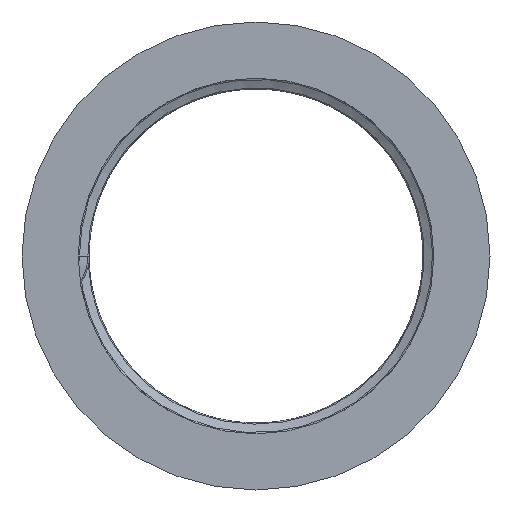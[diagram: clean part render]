
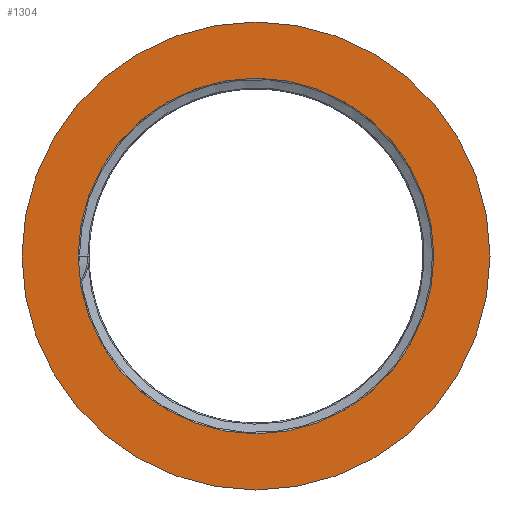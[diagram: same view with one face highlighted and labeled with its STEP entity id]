
A CAD part, left-side view. The second image highlights one B-rep face of the part: STEP entity #1304.
In plain terms, the highlighted planar face has unit normal (-1, 0, 0).
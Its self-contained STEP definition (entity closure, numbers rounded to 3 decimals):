
#14 = AXIS2_PLACEMENT_3D ( 'NONE', #2535, #2542, #2543 ) ;
#27 = AXIS2_PLACEMENT_3D ( 'NONE', #2505, #2506, #2507 ) ;
#31 = CIRCLE ( 'NONE', #27, 31.45 ) ;
#57 = AXIS2_PLACEMENT_3D ( 'NONE', #3605, #3606, #3607 ) ;
#59 = CIRCLE ( 'NONE', #57, 23.901 ) ;
#89 = CIRCLE ( 'NONE', #91, 31.45 ) ;
#91 = AXIS2_PLACEMENT_3D ( 'NONE', #2816, #2817, #2818 ) ;
#93 = CIRCLE ( 'NONE', #94, 23.901 ) ;
#94 = AXIS2_PLACEMENT_3D ( 'NONE', #2951, #2952, #2953 ) ;
#280 = CARTESIAN_POINT ( 'NONE',  ( 0., 0., -31.45 ) ) ;
#287 = CARTESIAN_POINT ( 'NONE',  ( 0., 0., -23.901 ) ) ;
#418 = VERTEX_POINT ( 'NONE', #554 ) ;
#432 = VERTEX_POINT ( 'NONE', #3359 ) ;
#462 = EDGE_LOOP ( 'NONE', ( #523, #522 ) ) ;
#470 = EDGE_LOOP ( 'NONE', ( #521, #520 ) ) ;
#520 = ORIENTED_EDGE ( 'NONE', *, *, #1295, .T. ) ;
#521 = ORIENTED_EDGE ( 'NONE', *, *, #1336, .T. ) ;
#522 = ORIENTED_EDGE ( 'NONE', *, *, #1255, .F. ) ;
#523 = ORIENTED_EDGE ( 'NONE', *, *, #2030, .F. ) ;
#554 = CARTESIAN_POINT ( 'NONE',  ( 0., 0., 31.45 ) ) ;
#1255 = EDGE_CURVE ( 'NONE', #3495, #432, #59, .T. ) ;
#1295 = EDGE_CURVE ( 'NONE', #3345, #418, #31, .T. ) ;
#1304 = ADVANCED_FACE ( 'NONE', ( #2536, #2539 ), #2540, .F. ) ;
#1336 = EDGE_CURVE ( 'NONE', #418, #3345, #89, .T. ) ;
#2030 = EDGE_CURVE ( 'NONE', #432, #3495, #93, .T. ) ;
#2505 = CARTESIAN_POINT ( 'NONE',  ( 0., 0., 0. ) ) ;
#2506 = DIRECTION ( 'NONE',  ( -1., 0., 0. ) ) ;
#2507 = DIRECTION ( 'NONE',  ( 0., 0., 1. ) ) ;
#2535 = CARTESIAN_POINT ( 'NONE',  ( 0., 0., -23.901 ) ) ;
#2536 = FACE_BOUND ( 'NONE', #462, .T. ) ;
#2539 = FACE_OUTER_BOUND ( 'NONE', #470, .T. ) ;
#2540 = PLANE ( 'NONE',  #14 ) ;
#2542 = DIRECTION ( 'NONE',  ( 1., 0., 0. ) ) ;
#2543 = DIRECTION ( 'NONE',  ( 0., 0., -1. ) ) ;
#2816 = CARTESIAN_POINT ( 'NONE',  ( 0., 0., 0. ) ) ;
#2817 = DIRECTION ( 'NONE',  ( -1., 0., 0. ) ) ;
#2818 = DIRECTION ( 'NONE',  ( 0., 0., 1. ) ) ;
#2951 = CARTESIAN_POINT ( 'NONE',  ( 0., 0., 0. ) ) ;
#2952 = DIRECTION ( 'NONE',  ( -1., 0., 0. ) ) ;
#2953 = DIRECTION ( 'NONE',  ( 0., 0., 1. ) ) ;
#3345 = VERTEX_POINT ( 'NONE', #280 ) ;
#3359 = CARTESIAN_POINT ( 'NONE',  ( 0., 0., 23.901 ) ) ;
#3495 = VERTEX_POINT ( 'NONE', #287 ) ;
#3605 = CARTESIAN_POINT ( 'NONE',  ( 0., 0., 0. ) ) ;
#3606 = DIRECTION ( 'NONE',  ( -1., 0., 0. ) ) ;
#3607 = DIRECTION ( 'NONE',  ( 0., 0., 1. ) ) ;
